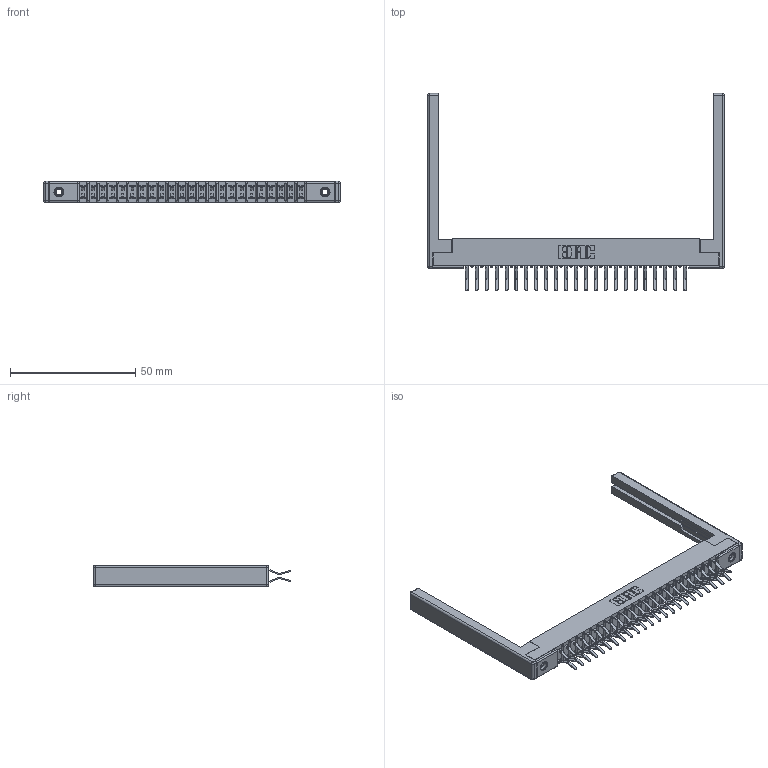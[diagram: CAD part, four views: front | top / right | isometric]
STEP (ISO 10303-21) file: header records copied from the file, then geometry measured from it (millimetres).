
FILE_DESCRIPTION (( 'STEP AP203' ), '1' );
FILE_NAME ('307-046-560-268.STEP', '2019-09-06T09:23:40', ( '' ), ( '' ), 'SwSTEP 2.0', 'SolidWorks 2016', '' );
FILE_SCHEMA (( 'CONFIG_CONTROL_DESIGN' ));
Length unit declared in the file: inch
Products named in the file (5): 307-046-560-268; 307-290-001_560; 307 Part_.156 Dia Mounting Holes; 345-250-001_345-250-001-102; 307-220-068
Assembly tree (51 placements, depth 2):
  307-046-560-268
    307 Part_.156 Dia Mounting Holes
    307-290-001_560  x46
    307-220-068  x2
    345-250-001_345-250-001-102  x2
Bounding box: 118.57 x 78.69 x 8.71 mm (x, y, z)
Volume: 12374.3 mm3; surface area: 18243.6 mm2
Topology: 51 solids, 51 shells, 2596 faces, 7245 edges, 4682 vertices
Faces by surface type: plane 1676, cylinder 848, sphere 56, cone 12, torus 4
Entity records: 25659 total; most frequent: CARTESIAN_POINT 4180, ORIENTED_EDGE 4132, DIRECTION 4118, EDGE_CURVE 2066, VECTOR 1574, LINE 1574, VERTEX_POINT 1334, AXIS2_PLACEMENT_3D 1272
